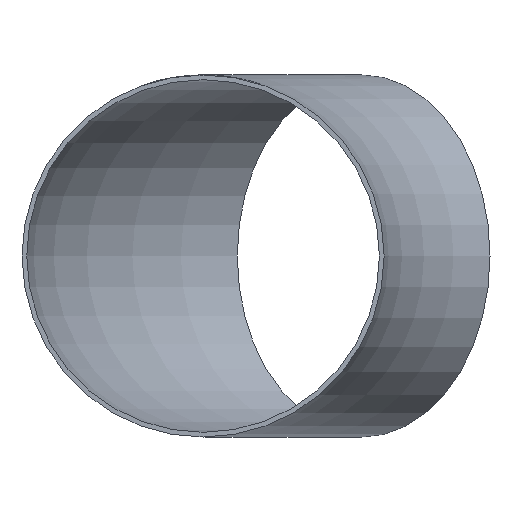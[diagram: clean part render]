
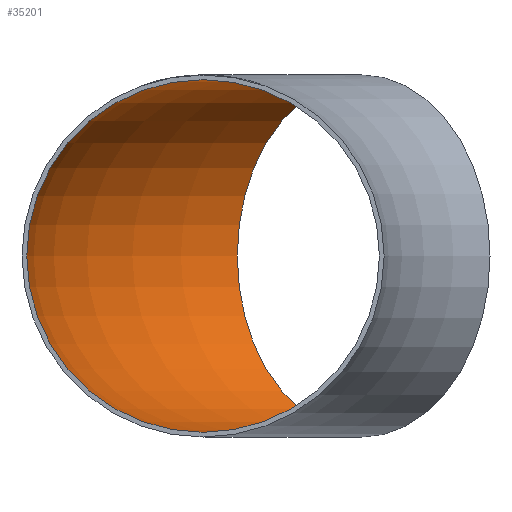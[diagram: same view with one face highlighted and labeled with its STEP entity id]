
A CAD part, front view. The second image highlights one B-rep face of the part: STEP entity #35201.
In plain terms, the highlighted toroidal (fillet/blend) face has major radius 914 mm and minor radius 297 mm.
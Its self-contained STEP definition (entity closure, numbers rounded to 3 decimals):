
#164 = CIRCLE ( 'NONE', #27084, 297. ) ;
#470 = CARTESIAN_POINT ( 'NONE',  ( -646.296, 646.296, 0. ) ) ;
#2252 = DIRECTION ( 'NONE',  ( 0., 0., -1. ) ) ;
#4790 = EDGE_CURVE ( 'NONE', #19018, #19018, #21090, .T. ) ;
#6859 = EDGE_LOOP ( 'NONE', ( #10923 ) ) ;
#7706 = CARTESIAN_POINT ( 'NONE',  ( -856.306, 856.306, 0. ) ) ;
#10923 = ORIENTED_EDGE ( 'NONE', *, *, #4790, .F. ) ;
#11077 = CARTESIAN_POINT ( 'NONE',  ( 0., 0., 0. ) ) ;
#11416 = DIRECTION ( 'NONE',  ( 0.707, 0.707, 0. ) ) ;
#11693 = EDGE_CURVE ( 'NONE', #25152, #25152, #164, .T. ) ;
#11924 = TOROIDAL_SURFACE ( 'NONE', #22941, 914., 297. ) ;
#12625 = FACE_OUTER_BOUND ( 'NONE', #21810, .T. ) ;
#19018 = VERTEX_POINT ( 'NONE', #33733 ) ;
#19254 = CARTESIAN_POINT ( 'NONE',  ( -914., 0., 0. ) ) ;
#20429 = DIRECTION ( 'NONE',  ( -0.707, 0.707, 0. ) ) ;
#21090 = CIRCLE ( 'NONE', #26000, 297. ) ;
#21810 = EDGE_LOOP ( 'NONE', ( #33769 ) ) ;
#22571 = DIRECTION ( 'NONE',  ( -1., 0., 0. ) ) ;
#22941 = AXIS2_PLACEMENT_3D ( 'NONE', #11077, #2252, #22571 ) ;
#25059 = FACE_OUTER_BOUND ( 'NONE', #6859, .T. ) ;
#25152 = VERTEX_POINT ( 'NONE', #7706 ) ;
#26000 = AXIS2_PLACEMENT_3D ( 'NONE', #19254, #37408, #31288 ) ;
#27084 = AXIS2_PLACEMENT_3D ( 'NONE', #470, #11416, #20429 ) ;
#31288 = DIRECTION ( 'NONE',  ( 0., 0., 1. ) ) ;
#33733 = CARTESIAN_POINT ( 'NONE',  ( -914., 0., 297. ) ) ;
#33769 = ORIENTED_EDGE ( 'NONE', *, *, #11693, .T. ) ;
#35201 = ADVANCED_FACE ( 'NONE', ( #12625, #25059 ), #11924, .F. ) ;
#37408 = DIRECTION ( 'NONE',  ( 0., 1., 0. ) ) ;
